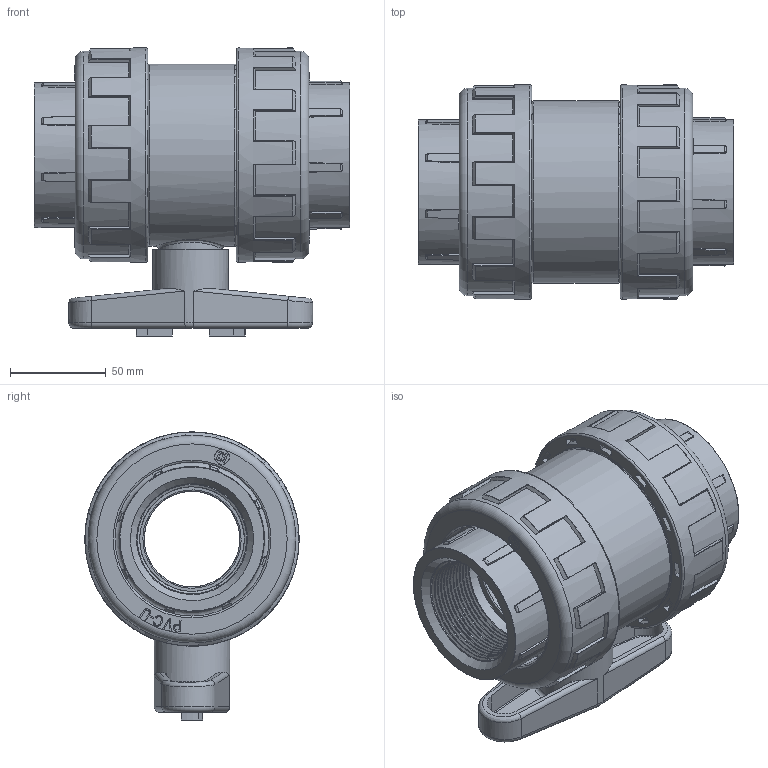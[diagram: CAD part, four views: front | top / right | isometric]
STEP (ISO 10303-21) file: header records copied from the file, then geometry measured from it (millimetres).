
FILE_DESCRIPTION( ( 'Unknown' ), '1' );
FILE_NAME( '1053063.stp', 'Unknown', ( 'Unknown' ), ( 'Unknown' ), 'PSStep 16.0.42', 'Unknown', ' ' );
FILE_SCHEMA( ( 'AUTOMOTIVE_DESIGN { 1 0 10303 214 1 1 1 1 }' ) );
Length unit declared in the file: millimetre
Products named in the file (5): Assem1; Cuerpo V_bola ø 63 Rev.2; Maneta v_bola ø63' C.R; Tuerca v_bola ø 63-2'' Nueva; Manguito roscado ø 63
Assembly tree (6 placements, depth 2):
  Assem1
    Cuerpo V_bola ø 63 Rev.2
    Maneta v_bola ø63' C.R
    Tuerca v_bola ø 63-2'' Nueva  x2
    Manguito roscado ø 63  x2
Bounding box: 165.1 x 112 x 150.6 mm (x, y, z)
Volume: 708338 mm3; surface area: 222012.8 mm2
Topology: 6 solids, 6 shells, 1378 faces, 3542 edges, 2221 vertices
Faces by surface type: plane 466, cylinder 393, torus 158, bspline 156, cone 121, extrusion 46, sphere 38
Full cylindrical faces by diameter (mm): 7.68 x2, 8 x2, 22.2 x1, 33.95 x1, 34 x1, 39.5 x1, 50 x3, 54 x1, 55.5 x1, 57.15 x24, 59 x1, 64 x1, 65 x1, 75.8 x2, 79.2 x1, 80.5 x2, 89.4 x2, 90 x10, 90.75 x2, 94.25 x12, 95.2 x1, 108.5 x2, 112 x2
Entity records: 71963 total; most frequent: CARTESIAN_POINT 47218, ORIENTED_EDGE 3972, DIRECTION 3482, EDGE_CURVE 1986, AXIS2_PLACEMENT_3D 1347, VERTEX_POINT 1266, EDGE_LOOP 902, FACE_OUTER_BOUND 858
